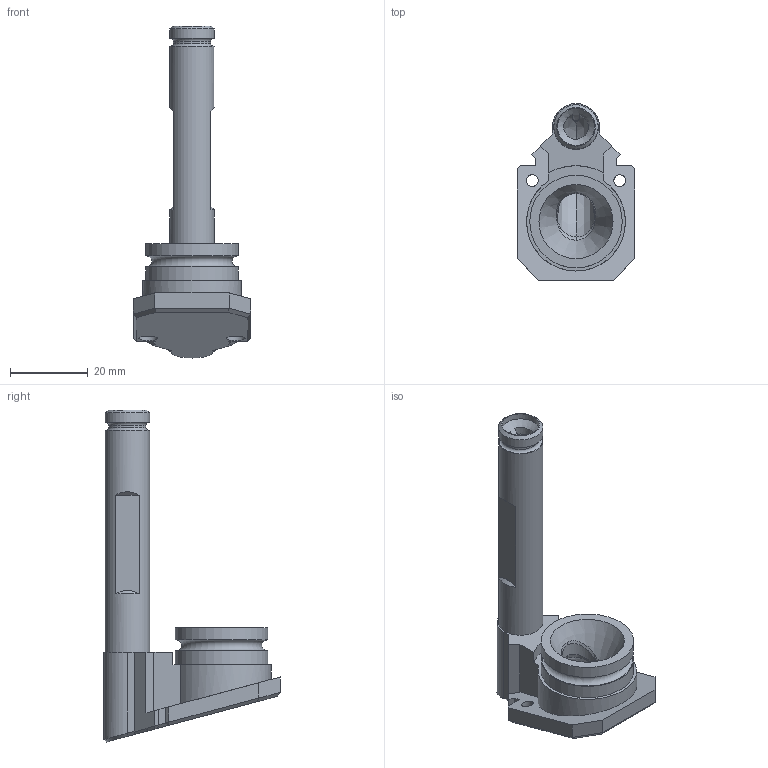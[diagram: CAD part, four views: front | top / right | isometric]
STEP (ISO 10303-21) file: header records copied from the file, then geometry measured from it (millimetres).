
FILE_DESCRIPTION(/* description */ ('STEP AP242','CAx-IF Rec.Pracs.---Representation and Presentation of Product Manufacturing Information (PMI)---4.0---2014-10-13','CAx-IF Rec.Pracs.---3D Tessellated Geometry---0.4---2014-09-14','2;1'),/* implementation_level */ '2;1');
FILE_NAME(/* name */ '65f15e8e42ba6c1cb045ea87',/* time_stamp */ '2024-03-13T08:06:39Z',/* author */ (''),/* organization */ (''),/* preprocessor_version */ 'ST-DEVELOPER v19.4',/* originating_system */ ' ',/* authorisation */ ' ');
FILE_SCHEMA (('AP242_MANAGED_MODEL_BASED_3D_ENGINEERING_MIM_LF { 1 0 10303 442 1 1 4 }'));
Length unit declared in the file: metre
Products named in the file (1): 2.0 REAR v3
Bounding box: 30.2 x 45.47 x 85.45 mm (x, y, z)
Volume: 14704.6 mm3; surface area: 10593.8 mm2
Topology: 1 solids, 1 shells, 122 faces, 316 edges, 203 vertices
Faces by surface type: plane 73, cylinder 18, bspline 16, cone 10, torus 3, sphere 2
Full cylindrical faces by diameter (mm): 3.048 x2, 9.525 x2, 11.43 x2, 23.812 x2
Entity records: 4549 total; most frequent: CARTESIAN_POINT 1835, ORIENTED_EDGE 570, DIRECTION 492, EDGE_CURVE 285, VERTEX_POINT 191, LINE 166, VECTOR 166, AXIS2_PLACEMENT_3D 163
